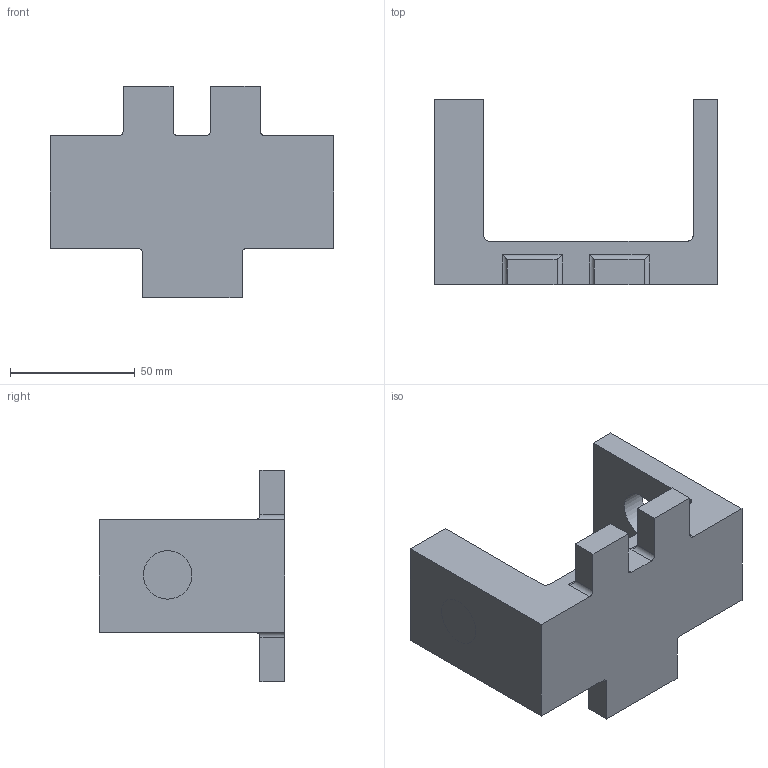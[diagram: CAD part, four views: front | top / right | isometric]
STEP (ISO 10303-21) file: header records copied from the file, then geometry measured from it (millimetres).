
FILE_DESCRIPTION(/* description */ (''),/* implementation_level */ '2;1');
FILE_NAME(/* name */ 'PinceCtTuyre(Gauche) v2.step',/* time_stamp */ '2023-11-09T14:22:29+01:00',/* author */ (''),/* organization */ (''),/* preprocessor_version */ 'ST-DEVELOPER v20',/* originating_system */ 'Autodesk Translation Framework v12.14.0.127',/* authorisation */ '');
FILE_SCHEMA (('AUTOMOTIVE_DESIGN { 1 0 10303 214 3 1 1 }'));
Length unit declared in the file: millimetre
Products named in the file (1): PinceCôtéTuyère(Gauche)
Bounding box: 113.97 x 74.5 x 85 mm (x, y, z)
Volume: 174029.9 mm3; surface area: 34941.6 mm2
Topology: 1 solids, 1 shells, 36 faces, 93 edges, 60 vertices
Faces by surface type: plane 23, cylinder 13
Full cylindrical faces by diameter (mm): 19.472 x2
Entity records: 1126 total; most frequent: CARTESIAN_POINT 190, DIRECTION 187, ORIENTED_EDGE 186, EDGE_CURVE 93, LINE 73, VECTOR 73, VERTEX_POINT 60, AXIS2_PLACEMENT_3D 57
